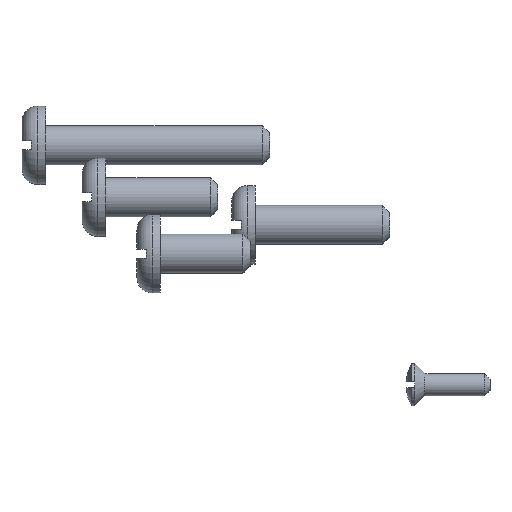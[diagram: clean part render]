
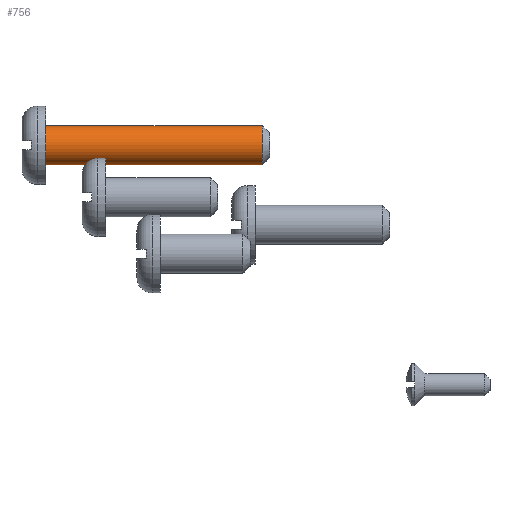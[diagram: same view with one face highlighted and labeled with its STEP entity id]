
A CAD part, top view. The second image highlights one B-rep face of the part: STEP entity #756.
In plain terms, the highlighted cylindrical face has radius 1.75 mm (diameter 3.5 mm), a full revolution.
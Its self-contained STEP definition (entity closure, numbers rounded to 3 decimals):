
#756=ADVANCED_FACE('',(#1201,#1203),#1205,.T.);
#1201=FACE_OUTER_BOUND('',#1202,.T.);
#1202=EDGE_LOOP('',(#1454));
#1203=FACE_OUTER_BOUND('',#1204,.T.);
#1204=EDGE_LOOP('',(#1455));
#1205=CYLINDRICAL_SURFACE('',#1206,1.75);
#1206=AXIS2_PLACEMENT_3D('',#1207,#1208,#1209);
#1207=CARTESIAN_POINT('',(20.,0.,0.));
#1208=DIRECTION('',(-1.,0.,0.));
#1209=DIRECTION('',(0.,0.,-1.));
#1454=ORIENTED_EDGE('',*,*,#1566,.T.);
#1455=ORIENTED_EDGE('',*,*,#1565,.F.);
#1565=EDGE_CURVE('',#1708,#1708,#1709,.T.);
#1566=EDGE_CURVE('',#1710,#1710,#1711,.T.);
#1708=VERTEX_POINT('',#2360);
#1709=CIRCLE('',#2361,1.75);
#1710=VERTEX_POINT('',#2365);
#1711=CIRCLE('',#2366,1.75);
#2360=CARTESIAN_POINT('',(0.,0.,-1.75));
#2361=AXIS2_PLACEMENT_3D('',#2362,#2363,#2364);
#2362=CARTESIAN_POINT('',(0.,0.,0.));
#2363=DIRECTION('',(-1.,0.,0.));
#2364=DIRECTION('',(0.,0.,-1.));
#2365=CARTESIAN_POINT('',(19.35,0.,-1.75));
#2366=AXIS2_PLACEMENT_3D('',#2367,#2368,#2369);
#2367=CARTESIAN_POINT('',(19.35,0.,0.));
#2368=DIRECTION('',(-1.,0.,0.));
#2369=DIRECTION('',(0.,0.,-1.));
